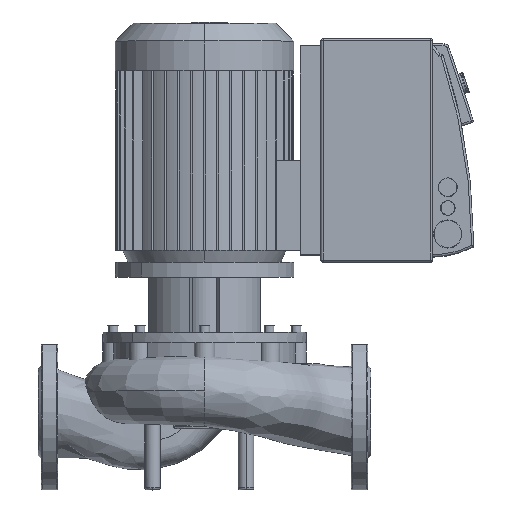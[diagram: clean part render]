
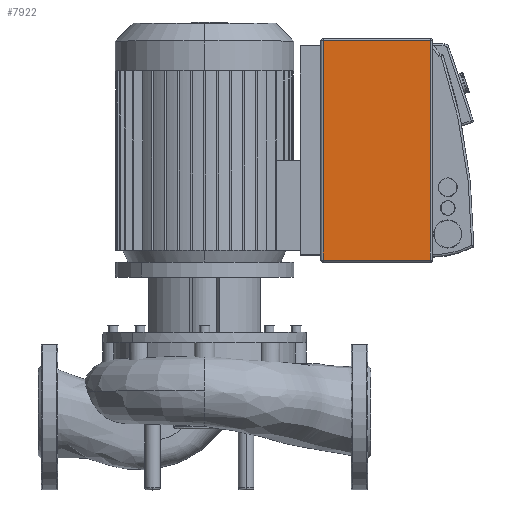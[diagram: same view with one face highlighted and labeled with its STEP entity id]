
A CAD part, top view. The second image highlights one B-rep face of the part: STEP entity #7922.
In plain terms, the highlighted planar face has unit normal (0, 0, 1).
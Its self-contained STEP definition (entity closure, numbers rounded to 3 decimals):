
#7441=CARTESIAN_POINT('',(377.0,146.,85.5));
#7442=VERTEX_POINT('',#7441);
#7502=CARTESIAN_POINT('',(274.0,146.0,85.5));
#7503=VERTEX_POINT('',#7502);
#7581=CARTESIAN_POINT('',(377.0,357.0,85.5));
#7582=VERTEX_POINT('',#7581);
#7607=CARTESIAN_POINT('',(274.0,357.0,85.5));
#7608=VERTEX_POINT('',#7607);
#7648=CARTESIAN_POINT('',(274.0,357.0,85.5));
#7649=DIRECTION('',(1.0,0.0,0.0));
#7650=VECTOR('',#7649,103.0);
#7651=LINE('',#7648,#7650);
#7652=EDGE_CURVE('',#7608,#7582,#7651,.T.);
#7692=CARTESIAN_POINT('',(274.0,146.0,85.5));
#7693=DIRECTION('',(0.0,1.0,0.0));
#7694=VECTOR('',#7693,211.0);
#7695=LINE('',#7692,#7694);
#7696=EDGE_CURVE('',#7503,#7608,#7695,.T.);
#7736=CARTESIAN_POINT('',(377.0,357.0,85.5));
#7737=DIRECTION('',(0.0,-1.0,0.0));
#7738=VECTOR('',#7737,211.);
#7739=LINE('',#7736,#7738);
#7740=EDGE_CURVE('',#7582,#7442,#7739,.T.);
#7824=CARTESIAN_POINT('',(377.0,146.,85.5));
#7825=DIRECTION('',(-1.0,0.0,0.0));
#7826=VECTOR('',#7825,103.0);
#7827=LINE('',#7824,#7826);
#7828=EDGE_CURVE('',#7442,#7503,#7827,.T.);
#7911=CARTESIAN_POINT('',(325.5,251.5,85.5));
#7912=DIRECTION('',(0.0,0.0,1.0));
#7913=DIRECTION('',(1.0,0.0,0.0));
#7914=AXIS2_PLACEMENT_3D('',#7911,#7912,#7913);
#7915=PLANE('',#7914);
#7916=ORIENTED_EDGE('',*,*,#7652,.F.);
#7917=ORIENTED_EDGE('',*,*,#7696,.F.);
#7918=ORIENTED_EDGE('',*,*,#7828,.F.);
#7919=ORIENTED_EDGE('',*,*,#7740,.F.);
#7920=EDGE_LOOP('',(#7916,#7917,#7918,#7919));
#7921=FACE_OUTER_BOUND('',#7920,.T.);
#7922=ADVANCED_FACE('',(#7921),#7915,.T.);
